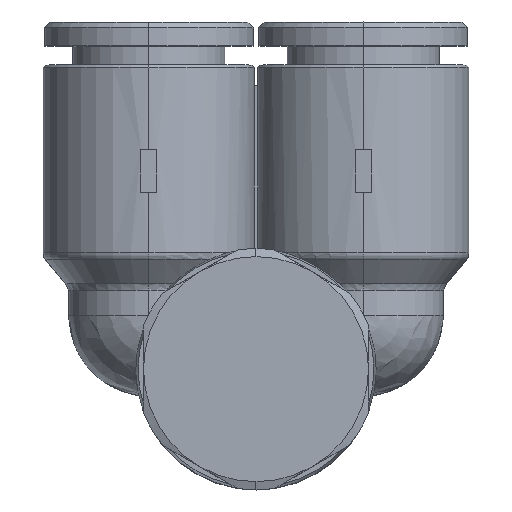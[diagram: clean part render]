
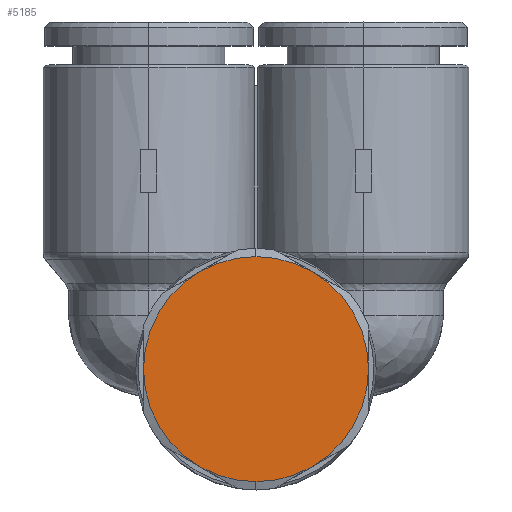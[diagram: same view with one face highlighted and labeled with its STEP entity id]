
A CAD part, top view. The second image highlights one B-rep face of the part: STEP entity #5185.
In plain terms, the highlighted planar face has unit normal (0, 0, 1).
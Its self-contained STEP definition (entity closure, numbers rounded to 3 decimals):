
#4114=CARTESIAN_POINT('',(18.,10.,13.1));
#4115=VERTEX_POINT('',#4114);
#4122=CARTESIAN_POINT('',(16.593,4.75,13.1));
#4123=VERTEX_POINT('',#4122);
#4124=CARTESIAN_POINT('',(7.5,10.0,13.1));
#4125=DIRECTION('',(0.0,0.0,1.0));
#4126=DIRECTION('',(-1.0,0.0,0.0));
#4127=AXIS2_PLACEMENT_3D('',#4124,#4125,#4126);
#4128=CIRCLE('',#4127,10.5);
#4129=EDGE_CURVE('',#4123,#4115,#4128,.T.);
#4153=CARTESIAN_POINT('',(-3.,10.,13.1));
#4154=VERTEX_POINT('',#4153);
#4162=CARTESIAN_POINT('',(-1.593,4.75,13.1));
#4163=VERTEX_POINT('',#4162);
#4177=CARTESIAN_POINT('',(7.5,10.0,13.1));
#4178=DIRECTION('',(0.0,0.0,1.0));
#4179=DIRECTION('',(-1.0,0.0,0.0));
#4180=AXIS2_PLACEMENT_3D('',#4177,#4178,#4179);
#4181=CIRCLE('',#4180,10.5);
#4182=EDGE_CURVE('',#4154,#4163,#4181,.T.);
#4517=CARTESIAN_POINT('',(-1.593,15.25,13.1));
#4518=VERTEX_POINT('',#4517);
#4519=CARTESIAN_POINT('',(7.5,10.0,13.1));
#4520=DIRECTION('',(0.0,0.0,1.0));
#4521=DIRECTION('',(-1.0,0.0,0.0));
#4522=AXIS2_PLACEMENT_3D('',#4519,#4520,#4521);
#4523=CIRCLE('',#4522,10.5);
#4524=EDGE_CURVE('',#4518,#4154,#4523,.T.);
#4558=CARTESIAN_POINT('',(7.5,20.5,13.1));
#4559=VERTEX_POINT('',#4558);
#4595=CARTESIAN_POINT('',(7.5,10.0,13.1));
#4596=DIRECTION('',(0.0,0.0,1.0));
#4597=DIRECTION('',(-1.0,0.0,0.0));
#4598=AXIS2_PLACEMENT_3D('',#4595,#4596,#4597);
#4599=CIRCLE('',#4598,10.5);
#4600=EDGE_CURVE('',#4559,#4518,#4599,.T.);
#4625=CARTESIAN_POINT('',(16.593,15.25,13.1));
#4626=VERTEX_POINT('',#4625);
#4627=CARTESIAN_POINT('',(7.5,10.0,13.1));
#4628=DIRECTION('',(0.0,0.0,1.0));
#4629=DIRECTION('',(-1.0,0.0,0.0));
#4630=AXIS2_PLACEMENT_3D('',#4627,#4628,#4629);
#4631=CIRCLE('',#4630,10.5);
#4632=EDGE_CURVE('',#4626,#4559,#4631,.T.);
#4687=CARTESIAN_POINT('',(7.5,10.0,13.1));
#4688=DIRECTION('',(0.0,0.0,1.0));
#4689=DIRECTION('',(-1.0,0.0,0.0));
#4690=AXIS2_PLACEMENT_3D('',#4687,#4688,#4689);
#4691=CIRCLE('',#4690,10.5);
#4692=EDGE_CURVE('',#4115,#4626,#4691,.T.);
#4717=CARTESIAN_POINT('',(7.5,-0.5,13.1));
#4718=VERTEX_POINT('',#4717);
#4719=CARTESIAN_POINT('',(7.5,10.0,13.1));
#4720=DIRECTION('',(0.0,0.0,1.0));
#4721=DIRECTION('',(-1.0,0.0,0.0));
#4722=AXIS2_PLACEMENT_3D('',#4719,#4720,#4721);
#4723=CIRCLE('',#4722,10.5);
#4724=EDGE_CURVE('',#4718,#4123,#4723,.T.);
#4771=CARTESIAN_POINT('',(7.5,10.0,13.1));
#4772=DIRECTION('',(0.0,0.0,1.0));
#4773=DIRECTION('',(-1.0,0.0,0.0));
#4774=AXIS2_PLACEMENT_3D('',#4771,#4772,#4773);
#4775=CIRCLE('',#4774,10.5);
#4776=EDGE_CURVE('',#4163,#4718,#4775,.T.);
#5170=CARTESIAN_POINT('',(7.5,10.,13.1));
#5171=DIRECTION('',(0.0,0.0,1.0));
#5172=DIRECTION('',(-1.0,0.0,0.0));
#5173=AXIS2_PLACEMENT_3D('',#5170,#5171,#5172);
#5174=PLANE('',#5173);
#5175=ORIENTED_EDGE('',*,*,#4776,.T.);
#5176=ORIENTED_EDGE('',*,*,#4724,.T.);
#5177=ORIENTED_EDGE('',*,*,#4129,.T.);
#5178=ORIENTED_EDGE('',*,*,#4692,.T.);
#5179=ORIENTED_EDGE('',*,*,#4632,.T.);
#5180=ORIENTED_EDGE('',*,*,#4600,.T.);
#5181=ORIENTED_EDGE('',*,*,#4524,.T.);
#5182=ORIENTED_EDGE('',*,*,#4182,.T.);
#5183=EDGE_LOOP('',(#5175,#5176,#5177,#5178,#5179,#5180,#5181,#5182));
#5184=FACE_OUTER_BOUND('',#5183,.T.);
#5185=ADVANCED_FACE('',(#5184),#5174,.T.);
